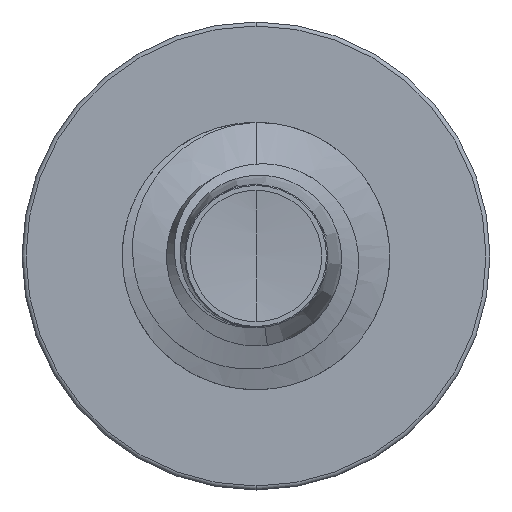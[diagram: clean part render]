
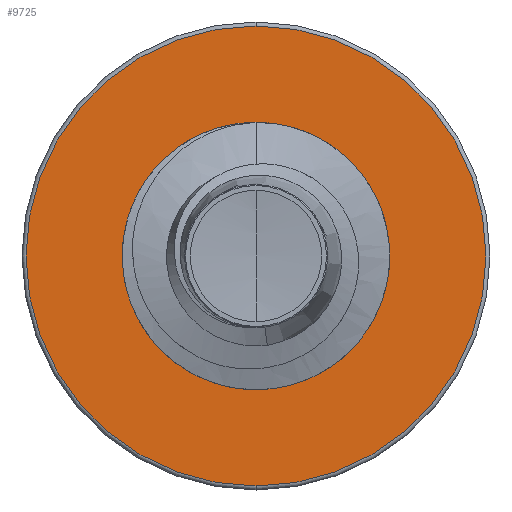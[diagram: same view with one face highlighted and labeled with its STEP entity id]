
A CAD part, front view. The second image highlights one B-rep face of the part: STEP entity #9725.
In plain terms, the highlighted planar face has unit normal (0, -1, 0).
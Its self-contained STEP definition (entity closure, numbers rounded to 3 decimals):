
#86 = ORIENTED_EDGE ( 'NONE', *, *, #2351, .T. ) ;
#130 = AXIS2_PLACEMENT_3D ( 'NONE', #8357, #8204, #8153 ) ;
#139 = ORIENTED_EDGE ( 'NONE', *, *, #6830, .T. ) ;
#498 = VERTEX_POINT ( 'NONE', #6416 ) ;
#625 = AXIS2_PLACEMENT_3D ( 'NONE', #2755, #2716, #2697 ) ;
#686 = CARTESIAN_POINT ( 'NONE',  ( 0., 7., -2.842 ) ) ;
#2305 = CARTESIAN_POINT ( 'NONE',  ( 0., 7., 2.842 ) ) ;
#2351 = EDGE_CURVE ( 'NONE', #3351, #10241, #7934, .T. ) ;
#2369 = EDGE_LOOP ( 'NONE', ( #9907, #5622 ) ) ;
#2590 = DIRECTION ( 'NONE',  ( 0., 0., 1. ) ) ;
#2648 = DIRECTION ( 'NONE',  ( 0., 1., 0. ) ) ;
#2664 = CARTESIAN_POINT ( 'NONE',  ( 0., 7., 0. ) ) ;
#2697 = DIRECTION ( 'NONE',  ( 0., 0., 1. ) ) ;
#2716 = DIRECTION ( 'NONE',  ( 0., 1., 0. ) ) ;
#2755 = CARTESIAN_POINT ( 'NONE',  ( 0., 7., 0. ) ) ;
#2866 = FACE_BOUND ( 'NONE', #2943, .T. ) ;
#2872 = AXIS2_PLACEMENT_3D ( 'NONE', #2664, #2648, #2590 ) ;
#2874 = DIRECTION ( 'NONE',  ( 0., 0., 1. ) ) ;
#2892 = DIRECTION ( 'NONE',  ( 0., 1., 0. ) ) ;
#2943 = EDGE_LOOP ( 'NONE', ( #86, #139 ) ) ;
#2992 = CARTESIAN_POINT ( 'NONE',  ( 0., 7., 0. ) ) ;
#3114 = CIRCLE ( 'NONE', #3418, 2.842 ) ;
#3351 = VERTEX_POINT ( 'NONE', #2305 ) ;
#3383 = AXIS2_PLACEMENT_3D ( 'NONE', #2992, #2892, #2874 ) ;
#3418 = AXIS2_PLACEMENT_3D ( 'NONE', #10032, #10031, #10019 ) ;
#5126 = CARTESIAN_POINT ( 'NONE',  ( 0., 7., -5.16 ) ) ;
#5622 = ORIENTED_EDGE ( 'NONE', *, *, #7437, .F. ) ;
#5898 = CIRCLE ( 'NONE', #2872, 5.16 ) ;
#6259 = CIRCLE ( 'NONE', #625, 5.16 ) ;
#6416 = CARTESIAN_POINT ( 'NONE',  ( 0., 7., 5.16 ) ) ;
#6830 = EDGE_CURVE ( 'NONE', #10241, #3351, #3114, .T. ) ;
#7437 = EDGE_CURVE ( 'NONE', #9966, #498, #6259, .T. ) ;
#7457 = EDGE_CURVE ( 'NONE', #498, #9966, #5898, .T. ) ;
#7934 = CIRCLE ( 'NONE', #3383, 2.842 ) ;
#8153 = DIRECTION ( 'NONE',  ( 0., 0., 1. ) ) ;
#8204 = DIRECTION ( 'NONE',  ( 0., 1., 0. ) ) ;
#8236 = PLANE ( 'NONE',  #130 ) ;
#8357 = CARTESIAN_POINT ( 'NONE',  ( 0., 7., -2.842 ) ) ;
#8443 = FACE_OUTER_BOUND ( 'NONE', #2369, .T. ) ;
#9725 = ADVANCED_FACE ( 'NONE', ( #8443, #2866 ), #8236, .F. ) ;
#9907 = ORIENTED_EDGE ( 'NONE', *, *, #7457, .F. ) ;
#9966 = VERTEX_POINT ( 'NONE', #5126 ) ;
#10019 = DIRECTION ( 'NONE',  ( 0., 0., 1. ) ) ;
#10031 = DIRECTION ( 'NONE',  ( 0., 1., 0. ) ) ;
#10032 = CARTESIAN_POINT ( 'NONE',  ( 0., 7., 0. ) ) ;
#10241 = VERTEX_POINT ( 'NONE', #686 ) ;
